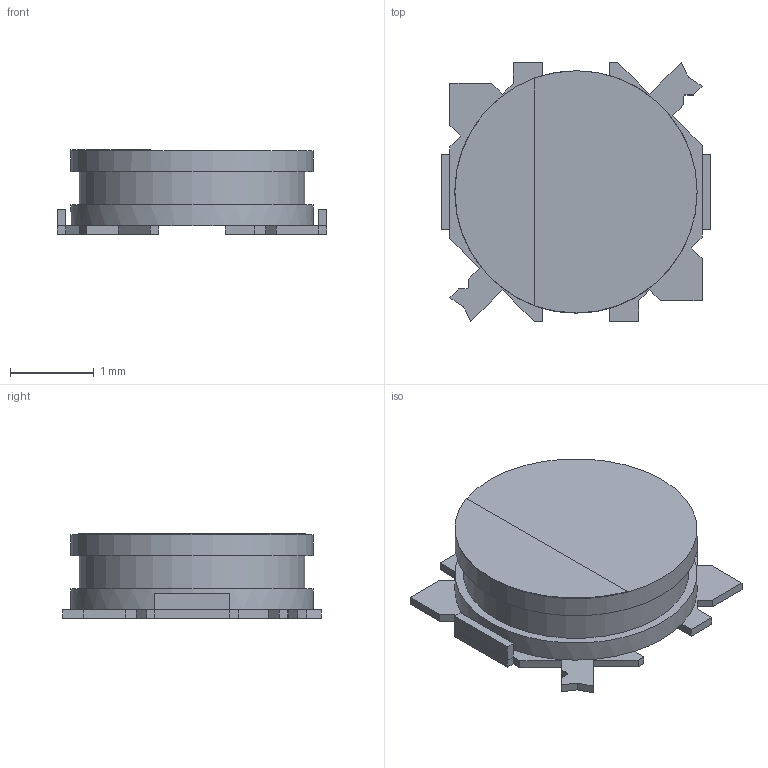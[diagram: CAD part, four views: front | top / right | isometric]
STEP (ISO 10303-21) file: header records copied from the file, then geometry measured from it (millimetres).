
FILE_DESCRIPTION(('FreeCAD Model'),'2;1');
FILE_NAME( 'Ind_ell_vfg.step', '2016-02-17T23:53:08',('Author'),(''), 'Open CASCADE STEP processor 6.8','FreeCAD','Unknown');
FILE_SCHEMA(('AUTOMOTIVE_DESIGN_CC2 { 1 2 10303 214 -1 1 5 4 }'));
Length unit declared in the file: millimetre
Products named in the file (2): ASSEMBLY; Ind_ell_vfg
Assembly tree (1 placements, depth 2):
  ASSEMBLY
    Ind_ell_vfg
Bounding box: 3.22 x 3.1 x 1.01 mm (x, y, z)
Volume: 6.2 mm3; surface area: 29 mm2
Topology: 1 solids, 1 shells, 74 faces, 192 edges, 122 vertices
Faces by surface type: plane 70, cylinder 4
Full cylindrical faces by diameter (mm): 2.7 x1, 2.9 x2
Entity records: 5284 total; most frequent: CARTESIAN_POINT 840, DIRECTION 730, LINE 551, VECTOR 551, ORIENTED_EDGE 384, PCURVE 384, DEFINITIONAL_REPRESENTATION 384, EDGE_CURVE 192
